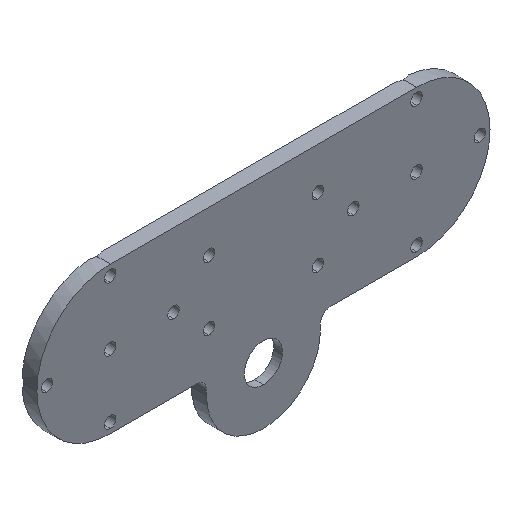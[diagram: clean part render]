
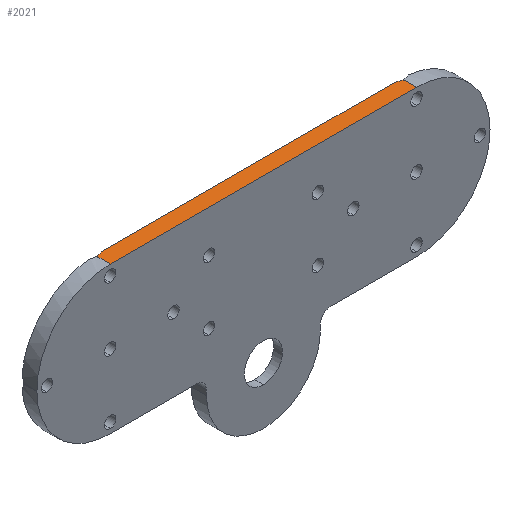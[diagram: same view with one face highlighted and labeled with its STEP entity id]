
A CAD part, isometric view. The second image highlights one B-rep face of the part: STEP entity #2021.
In plain terms, the highlighted planar face has unit normal (0, 0, 1).
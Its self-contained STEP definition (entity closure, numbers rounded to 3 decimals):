
#36 = CARTESIAN_POINT ( 'NONE',  ( -58.032, 0., 29. ) ) ;
#74 = CARTESIAN_POINT ( 'NONE',  ( 58.032, 0., 29. ) ) ;
#93 = EDGE_CURVE ( 'NONE', #2041, #792, #1823, .T. ) ;
#209 = EDGE_LOOP ( 'NONE', ( #2226, #579, #1033, #2425, #1982, #327 ) ) ;
#214 = CARTESIAN_POINT ( 'NONE',  ( -59.017, -0.438, 29. ) ) ;
#225 = CARTESIAN_POINT ( 'NONE',  ( -58.812, -0.362, 29. ) ) ;
#280 = CARTESIAN_POINT ( 'NONE',  ( 58.81, -0.375, 29. ) ) ;
#327 = ORIENTED_EDGE ( 'NONE', *, *, #1876, .T. ) ;
#341 = VERTEX_POINT ( 'NONE', #449 ) ;
#350 = CARTESIAN_POINT ( 'NONE',  ( 60.5, -6., 29. ) ) ;
#423 = EDGE_CURVE ( 'NONE', #792, #341, #1355, .T. ) ;
#430 = CARTESIAN_POINT ( 'NONE',  ( 60.5, -0.7, 29. ) ) ;
#442 = CARTESIAN_POINT ( 'NONE',  ( 59.64, -0.614, 29. ) ) ;
#444 = DIRECTION ( 'NONE',  ( 0., 0., -1. ) ) ;
#449 = CARTESIAN_POINT ( 'NONE',  ( -60.5, -0.7, 29. ) ) ;
#452 = VERTEX_POINT ( 'NONE', #2170 ) ;
#579 = ORIENTED_EDGE ( 'NONE', *, *, #423, .T. ) ;
#642 = EDGE_CURVE ( 'NONE', #1019, #341, #1521, .T. ) ;
#755 = FACE_OUTER_BOUND ( 'NONE', #209, .T. ) ;
#792 = VERTEX_POINT ( 'NONE', #2287 ) ;
#868 = EDGE_CURVE ( 'NONE', #1019, #1676, #1846, .T. ) ;
#929 = CARTESIAN_POINT ( 'NONE',  ( -60.5, -6., 29. ) ) ;
#940 = DIRECTION ( 'NONE',  ( 0., 1., 0. ) ) ;
#952 = AXIS2_PLACEMENT_3D ( 'NONE', #1432, #444, #2000 ) ;
#1019 = VERTEX_POINT ( 'NONE', #929 ) ;
#1033 = ORIENTED_EDGE ( 'NONE', *, *, #642, .F. ) ;
#1047 = PLANE ( 'NONE',  #952 ) ;
#1052 = CARTESIAN_POINT ( 'NONE',  ( -22.5, 0., 29. ) ) ;
#1067 = VECTOR ( 'NONE', #940, 1000. ) ;
#1223 = CARTESIAN_POINT ( 'NONE',  ( 58.032, 0., 29. ) ) ;
#1300 = VECTOR ( 'NONE', #1391, 1000. ) ;
#1321 = DIRECTION ( 'NONE',  ( 1., 0., 0. ) ) ;
#1355 = B_SPLINE_CURVE_WITH_KNOTS ( 'NONE', 3,
 ( #36, #2366, #2139, #225, #214, #1790, #1608, #1979 ),
 .UNSPECIFIED., .F., .F.,
 ( 4, 2, 2, 4 ),
 ( 0.007, 0.008, 0.008, 0.01 ),
 .UNSPECIFIED. ) ;
#1385 = CARTESIAN_POINT ( 'NONE',  ( 59.428, -0.564, 29. ) ) ;
#1391 = DIRECTION ( 'NONE',  ( -1., 0., 0. ) ) ;
#1432 = CARTESIAN_POINT ( 'NONE',  ( 0., 0., 29. ) ) ;
#1513 = VECTOR ( 'NONE', #1940, 1000. ) ;
#1521 = LINE ( 'NONE', #2480, #1067 ) ;
#1608 = CARTESIAN_POINT ( 'NONE',  ( -60.07, -0.7, 29. ) ) ;
#1633 = CARTESIAN_POINT ( 'NONE',  ( 58.416, -0.201, 29. ) ) ;
#1642 = VECTOR ( 'NONE', #1321, 1000. ) ;
#1646 = EDGE_CURVE ( 'NONE', #1676, #452, #2523, .T. ) ;
#1676 = VERTEX_POINT ( 'NONE', #350 ) ;
#1790 = CARTESIAN_POINT ( 'NONE',  ( -59.637, -0.627, 29. ) ) ;
#1823 = LINE ( 'NONE', #1052, #1300 ) ;
#1846 = LINE ( 'NONE', #2083, #1642 ) ;
#1876 = EDGE_CURVE ( 'NONE', #452, #2041, #2131, .T. ) ;
#1912 = CARTESIAN_POINT ( 'NONE',  ( 60.5, -94.617, 29. ) ) ;
#1940 = DIRECTION ( 'NONE',  ( 0., 1., 0. ) ) ;
#1958 = CARTESIAN_POINT ( 'NONE',  ( 60.285, -0.7, 29. ) ) ;
#1979 = CARTESIAN_POINT ( 'NONE',  ( -60.5, -0.7, 29. ) ) ;
#1982 = ORIENTED_EDGE ( 'NONE', *, *, #1646, .T. ) ;
#2000 = DIRECTION ( 'NONE',  ( -1., 0., 0. ) ) ;
#2021 = ADVANCED_FACE ( 'NONE', ( #755 ), #1047, .F. ) ;
#2041 = VERTEX_POINT ( 'NONE', #1223 ) ;
#2083 = CARTESIAN_POINT ( 'NONE',  ( 17.5, -6., 29. ) ) ;
#2131 = B_SPLINE_CURVE_WITH_KNOTS ( 'NONE', 3,
 ( #430, #1958, #2342, #442, #1385, #280, #1633, #74 ),
 .UNSPECIFIED., .F., .F.,
 ( 4, 2, 2, 4 ),
 ( 0.003, 0.003, 0.004, 0.005 ),
 .UNSPECIFIED. ) ;
#2139 = CARTESIAN_POINT ( 'NONE',  ( -58.416, -0.193, 29. ) ) ;
#2170 = CARTESIAN_POINT ( 'NONE',  ( 60.5, -0.7, 29. ) ) ;
#2226 = ORIENTED_EDGE ( 'NONE', *, *, #93, .T. ) ;
#2287 = CARTESIAN_POINT ( 'NONE',  ( -58.032, 0., 29. ) ) ;
#2342 = CARTESIAN_POINT ( 'NONE',  ( 60.07, -0.683, 29. ) ) ;
#2366 = CARTESIAN_POINT ( 'NONE',  ( -58.222, -0.1, 29. ) ) ;
#2425 = ORIENTED_EDGE ( 'NONE', *, *, #868, .T. ) ;
#2480 = CARTESIAN_POINT ( 'NONE',  ( -60.5, -94.617, 29. ) ) ;
#2523 = LINE ( 'NONE', #1912, #1513 ) ;
